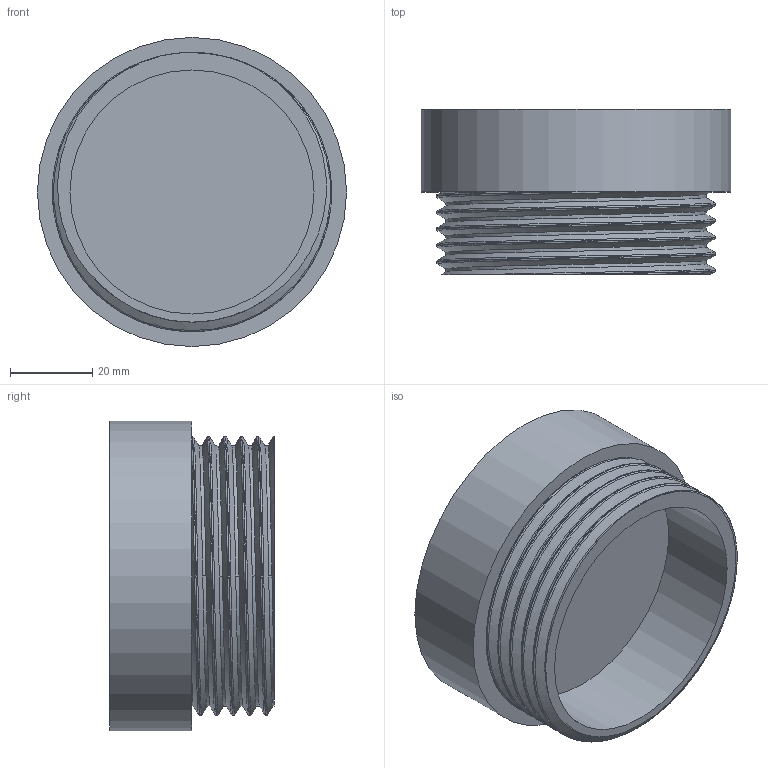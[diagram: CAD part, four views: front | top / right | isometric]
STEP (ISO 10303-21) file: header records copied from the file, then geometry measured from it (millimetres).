
FILE_DESCRIPTION(/* description */ (''),/* implementation_level */ '2;1');
FILE_NAME(/* name */ 'RackTest v2.step',/* time_stamp */ '2023-09-28T22:45:18-04:00',/* author */ (''),/* organization */ (''),/* preprocessor_version */ 'ST-DEVELOPER v20',/* originating_system */ 'Autodesk Translation Framework v12.14.0.127',/* authorisation */ '');
FILE_SCHEMA (('AUTOMOTIVE_DESIGN { 1 0 10303 214 3 1 1 }'));
Length unit declared in the file: millimetre
Products named in the file (1): RackTest
Bounding box: 75 x 40 x 75 mm (x, y, z)
Volume: 100271.2 mm3; surface area: 23986.5 mm2
Topology: 1 solids, 1 shells, 22 faces, 54 edges, 36 vertices
Faces by surface type: cylinder 14, plane 4, bspline 4
Full cylindrical faces by diameter (mm): 59.2 x1, 63.126 x4, 67.703 x4, 75 x1
Entity records: 2924 total; most frequent: CARTESIAN_POINT 2431, ORIENTED_EDGE 108, DIRECTION 66, EDGE_CURVE 54, VERTEX_POINT 36, B_SPLINE_CURVE_WITH_KNOTS 34, AXIS2_PLACEMENT_3D 27, EDGE_LOOP 24
